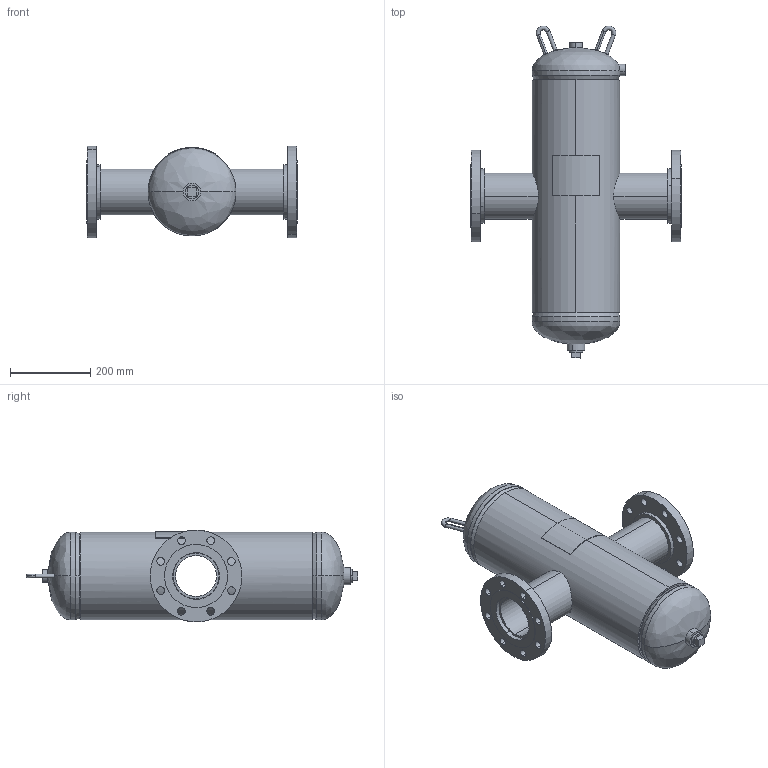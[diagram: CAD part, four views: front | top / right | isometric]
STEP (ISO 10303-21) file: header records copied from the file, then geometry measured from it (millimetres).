
FILE_DESCRIPTION (( 'STEP AP203' ), '1' );
FILE_NAME ('WVN-4N.STEP', '2021-03-15T19:33:53', ( '' ), ( '' ), 'SwSTEP 2.0', 'SolidWorks 2021', '' );
FILE_SCHEMA (( 'CONFIG_CONTROL_DESIGN' ));
Length unit declared in the file: inch
Products named in the file (12): 9301090_6.8125; 9500030; 99P4040_20.625; PLUGS_9500150; WVN-4N; 9400540_tall; 9200005; 9461070; 9600830_8.625" VERT; Couplings_9500556; 9500050
Assembly tree (14 placements, depth 2):
  WVN-4N
    99P4040_20.625
    9200005
    9200005
    9500050
    9500030
    Couplings_9500556
    PLUGS_9500150
    9301090_6.8125  x2
    9461070  x2
    9400540_tall  x2
    9600830_8.625" VERT
Bounding box: 523.88 x 826.54 x 228.38 mm (x, y, z)
Volume: 4595789.7 mm3; surface area: 1538850.2 mm2
Topology: 14 solids, 14 shells, 206 faces, 470 edges, 296 vertices
Faces by surface type: cylinder 112, plane 40, cone 26, torus 20, bspline 8
Entity records: 7270 total; most frequent: CARTESIAN_POINT 2039, DIRECTION 900, ORIENTED_EDGE 740, AXIS2_PLACEMENT_3D 389, EDGE_CURVE 370, VERTEX_POINT 230, CIRCLE 216, EDGE_LOOP 204
